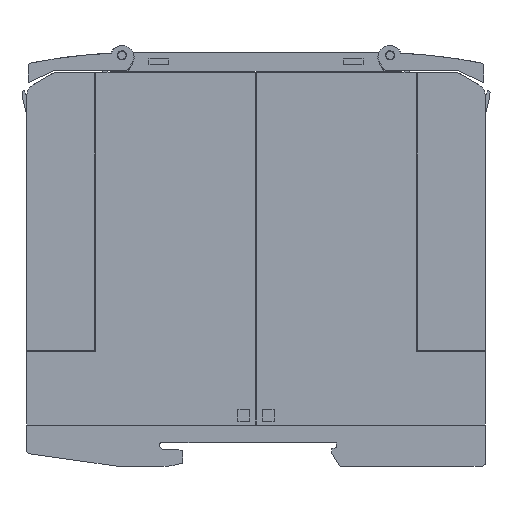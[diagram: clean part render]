
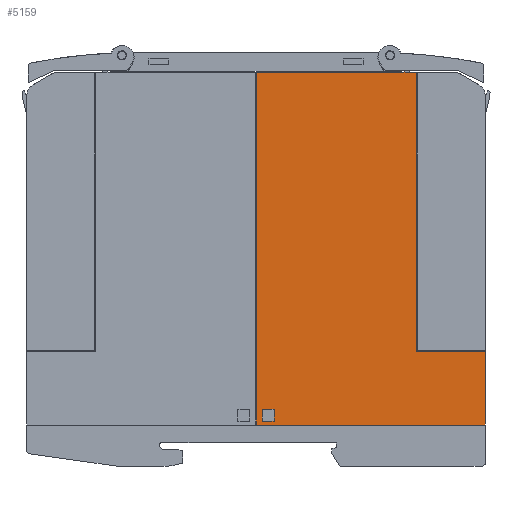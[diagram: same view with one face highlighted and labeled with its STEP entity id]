
A CAD part, left-side view. The second image highlights one B-rep face of the part: STEP entity #5159.
In plain terms, the highlighted planar face has unit normal (-1, 0, 0).
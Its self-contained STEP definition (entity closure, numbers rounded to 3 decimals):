
#5159=ADVANCED_FACE('',(#10523,#10524),#10525,.T.);
#10523=FACE_OUTER_BOUND('',#15956,.T.);
#10524=FACE_BOUND('',#15957,.T.);
#10525=PLANE('',#15958);
#15956=EDGE_LOOP('',(#32263,#32264,#32265,#32266,#32267,#32268));
#15957=EDGE_LOOP('',(#32269,#32270,#32271,#32272));
#15958=AXIS2_PLACEMENT_3D('',#32273,#32274,#32275);
#32263=ORIENTED_EDGE('',*,*,#35024,.T.);
#32264=ORIENTED_EDGE('',*,*,#35042,.T.);
#32265=ORIENTED_EDGE('',*,*,#39294,.T.);
#32266=ORIENTED_EDGE('',*,*,#39277,.F.);
#32267=ORIENTED_EDGE('',*,*,#39295,.T.);
#32268=ORIENTED_EDGE('',*,*,#39290,.T.);
#32269=ORIENTED_EDGE('',*,*,#39287,.T.);
#32270=ORIENTED_EDGE('',*,*,#39263,.T.);
#32271=ORIENTED_EDGE('',*,*,#39271,.T.);
#32272=ORIENTED_EDGE('',*,*,#39284,.T.);
#32273=CARTESIAN_POINT('',(0.0,25.949,9.001));
#32274=DIRECTION('',(-1.0,0.0,0.0));
#32275=DIRECTION('',(0.0,1.0,0.0));
#35024=EDGE_CURVE('',#42718,#42722,#42724,.T.);
#35042=EDGE_CURVE('',#42722,#42758,#42759,.T.);
#39263=EDGE_CURVE('',#48994,#48992,#48995,.T.);
#39271=EDGE_CURVE('',#48992,#49003,#49005,.T.);
#39277=EDGE_CURVE('',#49014,#49016,#49017,.T.);
#39284=EDGE_CURVE('',#49003,#49026,#49028,.T.);
#39287=EDGE_CURVE('',#49026,#48994,#49031,.T.);
#39290=EDGE_CURVE('',#49034,#42718,#49035,.T.);
#39294=EDGE_CURVE('',#42758,#49016,#49040,.T.);
#39295=EDGE_CURVE('',#49014,#49034,#49041,.T.);
#42718=VERTEX_POINT('',#54497);
#42722=VERTEX_POINT('',#54503);
#42724=LINE('',#54506,#54507);
#42758=VERTEX_POINT('',#54557);
#42759=LINE('',#54558,#54559);
#48992=VERTEX_POINT('',#63845);
#48994=VERTEX_POINT('',#63848);
#48995=LINE('',#63849,#63850);
#49003=VERTEX_POINT('',#63862);
#49005=LINE('',#63865,#63866);
#49014=VERTEX_POINT('',#63878);
#49016=VERTEX_POINT('',#63881);
#49017=LINE('',#63882,#63883);
#49026=VERTEX_POINT('',#63896);
#49028=LINE('',#63899,#63900);
#49031=LINE('',#63904,#63905);
#49034=VERTEX_POINT('',#63908);
#49035=LINE('',#63909,#63910);
#49040=LINE('',#63917,#63918);
#49041=LINE('',#63919,#63920);
#54497=CARTESIAN_POINT('',(0.0,0.999,25.101));
#54503=CARTESIAN_POINT('',(0.0,16.099,25.101));
#54506=CARTESIAN_POINT('',(0.0,17.224,25.101));
#54507=VECTOR('',#66490,1.0);
#54557=CARTESIAN_POINT('',(0.0,16.099,85.801));
#54558=CARTESIAN_POINT('',(0.0,16.099,32.226));
#54559=VECTOR('',#66507,1.0);
#63845=CARTESIAN_POINT('',(0.0,46.999,12.401));
#63848=CARTESIAN_POINT('',(0.0,49.599,12.401));
#63849=CARTESIAN_POINT('',(0.0,37.124,12.401));
#63850=VECTOR('',#70542,1.0);
#63862=CARTESIAN_POINT('',(0.0,46.999,9.801));
#63865=CARTESIAN_POINT('',(0.0,46.999,10.051));
#63866=VECTOR('',#70548,1.0);
#63878=CARTESIAN_POINT('',(0.0,50.899,9.001));
#63881=CARTESIAN_POINT('',(0.0,50.899,85.801));
#63882=CARTESIAN_POINT('',(0.0,50.899,9.001));
#63883=VECTOR('',#70553,1.0);
#63896=CARTESIAN_POINT('',(0.0,49.599,9.801));
#63899=CARTESIAN_POINT('',(0.0,37.124,9.801));
#63900=VECTOR('',#70559,1.0);
#63904=CARTESIAN_POINT('',(0.0,49.599,10.051));
#63905=VECTOR('',#70561,1.0);
#63908=CARTESIAN_POINT('',(0.0,0.999,9.001));
#63909=CARTESIAN_POINT('',(0.0,0.999,9.001));
#63910=VECTOR('',#70562,1.0);
#63917=CARTESIAN_POINT('',(0.0,50.899,85.801));
#63918=VECTOR('',#70565,1.0);
#63919=CARTESIAN_POINT('',(0.0,50.899,9.001));
#63920=VECTOR('',#70566,1.0);
#66490=DIRECTION('',(0.0,1.0,0.0));
#66507=DIRECTION('',(0.0,-0.0,1.0));
#70542=DIRECTION('',(0.0,-1.0,0.0));
#70548=DIRECTION('',(0.0,0.0,-1.0));
#70553=DIRECTION('',(0.0,0.0,1.0));
#70559=DIRECTION('',(0.0,1.0,0.0));
#70561=DIRECTION('',(0.0,-0.0,1.0));
#70562=DIRECTION('',(0.0,0.0,1.0));
#70565=DIRECTION('',(0.0,1.0,0.0));
#70566=DIRECTION('',(0.0,-1.0,0.0));
